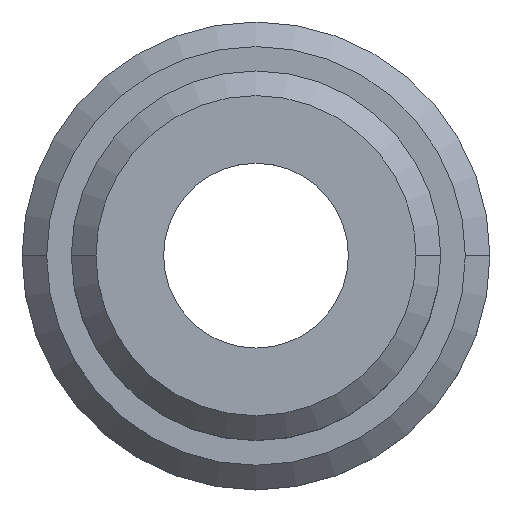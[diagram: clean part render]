
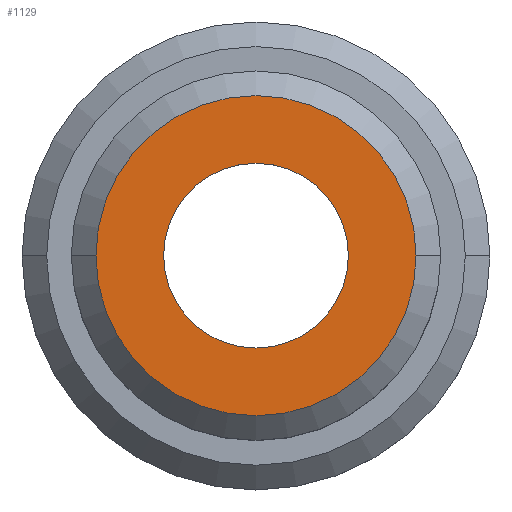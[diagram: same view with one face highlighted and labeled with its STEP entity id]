
A CAD part, top view. The second image highlights one B-rep face of the part: STEP entity #1129.
In plain terms, the highlighted planar face has unit normal (0, 0, 1).
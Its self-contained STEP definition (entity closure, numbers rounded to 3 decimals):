
#27 = CARTESIAN_POINT ( 'NONE',  ( 0., 0., 17.5 ) ) ;
#31 = DIRECTION ( 'NONE',  ( 1., 0., 0. ) ) ;
#45 = FACE_BOUND ( 'NONE', #451, .T. ) ;
#51 = ORIENTED_EDGE ( 'NONE', *, *, #631, .F. ) ;
#67 = CARTESIAN_POINT ( 'NONE',  ( -7.5, 0., 17.5 ) ) ;
#72 = DIRECTION ( 'NONE',  ( 1., 0., 0. ) ) ;
#80 = CARTESIAN_POINT ( 'NONE',  ( 7.5, 0., 17.5 ) ) ;
#97 = DIRECTION ( 'NONE',  ( 1., 0., 0. ) ) ;
#135 = EDGE_CURVE ( 'NONE', #522, #1032, #368, .T. ) ;
#142 = EDGE_LOOP ( 'NONE', ( #708, #289 ) ) ;
#184 = CIRCLE ( 'NONE', #444, 13. ) ;
#254 = CIRCLE ( 'NONE', #1038, 7.5 ) ;
#289 = ORIENTED_EDGE ( 'NONE', *, *, #135, .T. ) ;
#292 = EDGE_CURVE ( 'NONE', #1032, #522, #184, .T. ) ;
#326 = CARTESIAN_POINT ( 'NONE',  ( -13., 0., 17.5 ) ) ;
#368 = CIRCLE ( 'NONE', #1122, 13. ) ;
#389 = EDGE_CURVE ( 'NONE', #537, #1036, #254, .T. ) ;
#409 = CIRCLE ( 'NONE', #762, 7.5 ) ;
#417 = CARTESIAN_POINT ( 'NONE',  ( 0., 0., 17.5 ) ) ;
#444 = AXIS2_PLACEMENT_3D ( 'NONE', #774, #931, #72 ) ;
#451 = EDGE_LOOP ( 'NONE', ( #51, #758 ) ) ;
#476 = FACE_OUTER_BOUND ( 'NONE', #142, .T. ) ;
#522 = VERTEX_POINT ( 'NONE', #967 ) ;
#537 = VERTEX_POINT ( 'NONE', #80 ) ;
#631 = EDGE_CURVE ( 'NONE', #1036, #537, #409, .T. ) ;
#708 = ORIENTED_EDGE ( 'NONE', *, *, #292, .T. ) ;
#711 = CARTESIAN_POINT ( 'NONE',  ( 0., 0., 17.5 ) ) ;
#755 = AXIS2_PLACEMENT_3D ( 'NONE', #711, #782, #1061 ) ;
#758 = ORIENTED_EDGE ( 'NONE', *, *, #389, .F. ) ;
#762 = AXIS2_PLACEMENT_3D ( 'NONE', #27, #1082, #31 ) ;
#774 = CARTESIAN_POINT ( 'NONE',  ( 0., 0., 17.5 ) ) ;
#782 = DIRECTION ( 'NONE',  ( 0., 0., 1. ) ) ;
#931 = DIRECTION ( 'NONE',  ( 0., 0., 1. ) ) ;
#937 = DIRECTION ( 'NONE',  ( 0., 0., 1. ) ) ;
#967 = CARTESIAN_POINT ( 'NONE',  ( 13., 0., 17.5 ) ) ;
#1032 = VERTEX_POINT ( 'NONE', #326 ) ;
#1035 = DIRECTION ( 'NONE',  ( 1., 0., 0. ) ) ;
#1036 = VERTEX_POINT ( 'NONE', #67 ) ;
#1038 = AXIS2_PLACEMENT_3D ( 'NONE', #417, #937, #1035 ) ;
#1059 = PLANE ( 'NONE',  #755 ) ;
#1061 = DIRECTION ( 'NONE',  ( 1., 0., 0. ) ) ;
#1067 = CARTESIAN_POINT ( 'NONE',  ( 0., 0., 17.5 ) ) ;
#1073 = DIRECTION ( 'NONE',  ( 0., 0., 1. ) ) ;
#1082 = DIRECTION ( 'NONE',  ( 0., 0., 1. ) ) ;
#1122 = AXIS2_PLACEMENT_3D ( 'NONE', #1067, #1073, #97 ) ;
#1129 = ADVANCED_FACE ( 'NONE', ( #476, #45 ), #1059, .T. ) ;
